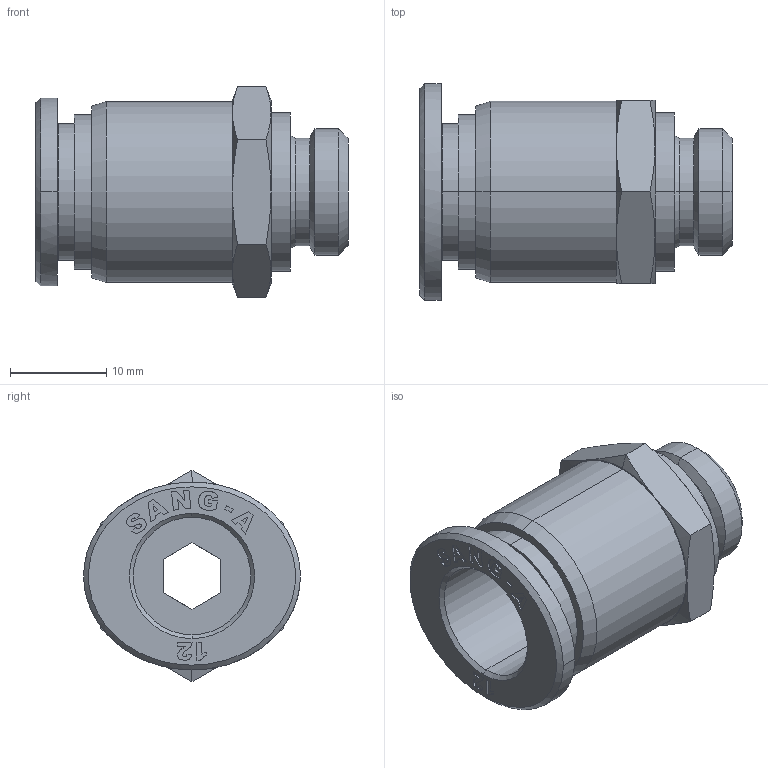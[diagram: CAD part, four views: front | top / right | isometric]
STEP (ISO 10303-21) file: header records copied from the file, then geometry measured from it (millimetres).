
FILE_DESCRIPTION((''),'2;1');
FILE_NAME('GPC 12G02(3D).stp','2012-12-20T14:21:56',(''),(''),'Mechanical Desktop.R8.0.24.0','Mechanical Desktop.R8.0.24.0',', , ');
FILE_SCHEMA(('CONFIG_CONTROL_DESIGN'));
Length unit declared in the file: millimetre
Products named in the file (2): GPC 12G02(3D); 睡ヶ1
Assembly tree (1 placements, depth 2):
  GPC 12G02(3D)
    睡ヶ1
Bounding box: 32.4 x 22.5 x 21.94 mm (x, y, z)
Volume: 4726.1 mm3; surface area: 3804 mm2
Topology: 1 solids, 1 shells, 413 faces, 1144 edges, 751 vertices
Faces by surface type: plane 354, cone 34, cylinder 17, bspline 8
Entity records: 13405 total; most frequent: CARTESIAN_POINT 2821, ORIENTED_EDGE 2288, DIRECTION 1982, EDGE_CURVE 1144, VECTOR 1030, LINE 1030, VERTEX_POINT 751, AXIS2_PLACEMENT_3D 476
